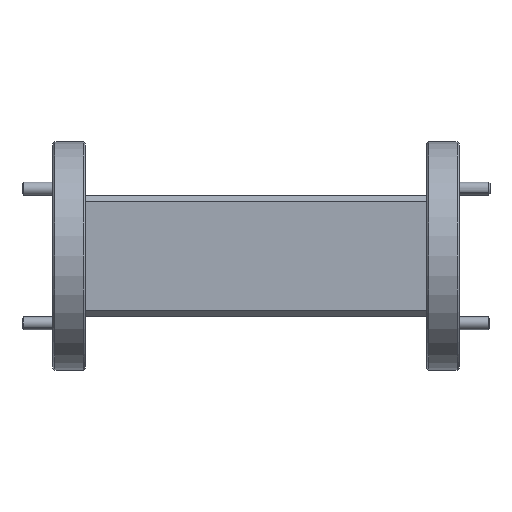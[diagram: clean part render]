
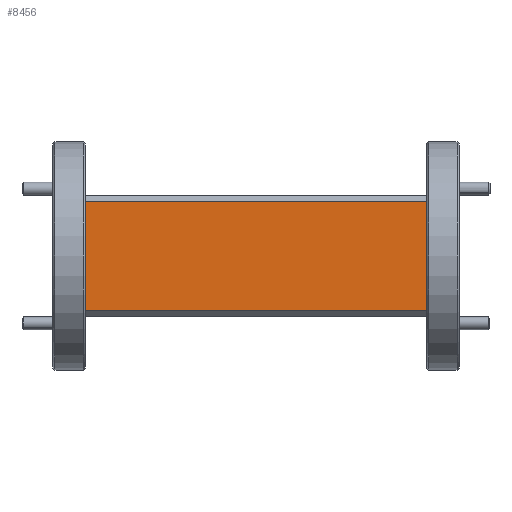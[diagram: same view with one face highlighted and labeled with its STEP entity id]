
A CAD part, front view. The second image highlights one B-rep face of the part: STEP entity #8456.
In plain terms, the highlighted planar face has unit normal (0, -1, 0).
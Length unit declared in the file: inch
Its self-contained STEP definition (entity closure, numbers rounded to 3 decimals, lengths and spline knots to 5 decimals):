
#333 = DIRECTION ( 'NONE',  ( 0., 0., 1. ) ) ;
#1215 = VECTOR ( 'NONE', #2750, 39.37008 ) ;
#2377 = EDGE_LOOP ( 'NONE', ( #13633, #8346, #16247, #16470 ) ) ;
#2627 = CARTESIAN_POINT ( 'NONE',  ( -0.84, -0.3175, -0.27 ) ) ;
#2750 = DIRECTION ( 'NONE',  ( 1., 0., 0. ) ) ;
#3049 = VERTEX_POINT ( 'NONE', #3521 ) ;
#3521 = CARTESIAN_POINT ( 'NONE',  ( -0.84, -0.3175, 0.27 ) ) ;
#4078 = VECTOR ( 'NONE', #12744, 39.37008 ) ;
#4198 = VERTEX_POINT ( 'NONE', #7554 ) ;
#4569 = LINE ( 'NONE', #2627, #1215 ) ;
#4848 = DIRECTION ( 'NONE',  ( 0., 1., 0. ) ) ;
#5622 = EDGE_CURVE ( 'NONE', #6082, #9084, #6924, .T. ) ;
#6082 = VERTEX_POINT ( 'NONE', #22280 ) ;
#6905 = LINE ( 'NONE', #21825, #14606 ) ;
#6924 = LINE ( 'NONE', #13360, #15227 ) ;
#7554 = CARTESIAN_POINT ( 'NONE',  ( -0.84, -0.3175, -0.27 ) ) ;
#8346 = ORIENTED_EDGE ( 'NONE', *, *, #14106, .T. ) ;
#8456 = ADVANCED_FACE ( 'NONE', ( #23989 ), #16297, .F. ) ;
#9084 = VERTEX_POINT ( 'NONE', #23024 ) ;
#12091 = CARTESIAN_POINT ( 'NONE',  ( -0.84, -0.3175, -0.5625 ) ) ;
#12193 = AXIS2_PLACEMENT_3D ( 'NONE', #12091, #4848, #13407 ) ;
#12744 = DIRECTION ( 'NONE',  ( -1., 0., 0. ) ) ;
#12788 = EDGE_CURVE ( 'NONE', #4198, #3049, #6905, .T. ) ;
#12914 = DIRECTION ( 'NONE',  ( 0., 0., 1. ) ) ;
#13360 = CARTESIAN_POINT ( 'NONE',  ( 0.84, -0.3175, -0.5625 ) ) ;
#13407 = DIRECTION ( 'NONE',  ( 0., 0., 1. ) ) ;
#13633 = ORIENTED_EDGE ( 'NONE', *, *, #12788, .F. ) ;
#14106 = EDGE_CURVE ( 'NONE', #4198, #6082, #4569, .T. ) ;
#14576 = LINE ( 'NONE', #16678, #4078 ) ;
#14606 = VECTOR ( 'NONE', #12914, 39.37008 ) ;
#15085 = EDGE_CURVE ( 'NONE', #9084, #3049, #14576, .T. ) ;
#15227 = VECTOR ( 'NONE', #333, 39.37008 ) ;
#16247 = ORIENTED_EDGE ( 'NONE', *, *, #5622, .T. ) ;
#16297 = PLANE ( 'NONE',  #12193 ) ;
#16470 = ORIENTED_EDGE ( 'NONE', *, *, #15085, .T. ) ;
#16678 = CARTESIAN_POINT ( 'NONE',  ( -0.84, -0.3175, 0.27 ) ) ;
#21825 = CARTESIAN_POINT ( 'NONE',  ( -0.84, -0.3175, -0.5625 ) ) ;
#22280 = CARTESIAN_POINT ( 'NONE',  ( 0.84, -0.3175, -0.27 ) ) ;
#23024 = CARTESIAN_POINT ( 'NONE',  ( 0.84, -0.3175, 0.27 ) ) ;
#23989 = FACE_OUTER_BOUND ( 'NONE', #2377, .T. ) ;
